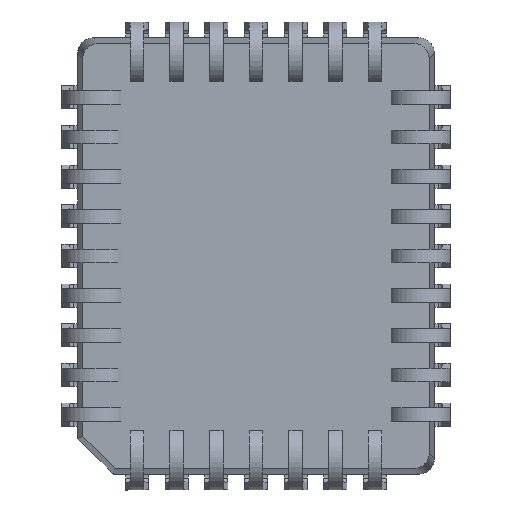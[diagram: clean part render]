
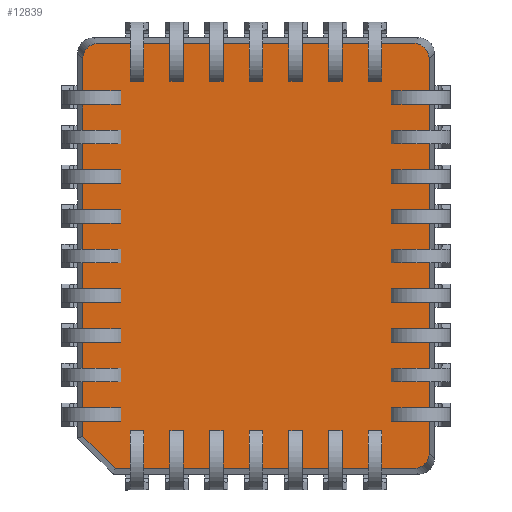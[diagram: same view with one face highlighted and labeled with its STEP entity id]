
A CAD part, front view. The second image highlights one B-rep face of the part: STEP entity #12839.
In plain terms, the highlighted planar face has unit normal (0, -1, 0).
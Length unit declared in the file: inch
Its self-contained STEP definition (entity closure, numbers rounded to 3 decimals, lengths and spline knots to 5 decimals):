
#16 = CARTESIAN_POINT ( 'NONE',  ( -0.1984, 0.02, 0.26825 ) ) ;
#194 = DIRECTION ( 'NONE',  ( 0., 0., 1. ) ) ;
#239 = CARTESIAN_POINT ( 'NONE',  ( -0.21006, 0.02, 0.26825 ) ) ;
#402 = CARTESIAN_POINT ( 'NONE',  ( 0., 0.02, 0.26825 ) ) ;
#406 = CARTESIAN_POINT ( 'NONE',  ( -0.21825, 0.02, 0.26006 ) ) ;
#507 = DIRECTION ( 'NONE',  ( -1., 0., 0. ) ) ;
#536 = CARTESIAN_POINT ( 'NONE',  ( 0.21825, 0.02, 0. ) ) ;
#617 = VERTEX_POINT ( 'NONE', #1823 ) ;
#680 = VECTOR ( 'NONE', #14026, 39.37008 ) ;
#720 = DIRECTION ( 'NONE',  ( 0., 1., 0. ) ) ;
#1109 = EDGE_CURVE ( 'NONE', #10089, #2422, #4504, .T. ) ;
#1667 = CARTESIAN_POINT ( 'NONE',  ( 0.1984, 0.02, 0.26825 ) ) ;
#1719 = VERTEX_POINT ( 'NONE', #4468 ) ;
#1823 = CARTESIAN_POINT ( 'NONE',  ( 0.21825, 0.02, 0.2484 ) ) ;
#1905 = CARTESIAN_POINT ( 'NONE',  ( 0.1984, 0.02, -0.26825 ) ) ;
#2422 = VERTEX_POINT ( 'NONE', #16078 ) ;
#2478 = VERTEX_POINT ( 'NONE', #15132 ) ;
#3025 = EDGE_CURVE ( 'NONE', #3246, #15652, #3605, .T. ) ;
#3046 = EDGE_CURVE ( 'NONE', #1719, #10089, #17007, .T. ) ;
#3073 = ORIENTED_EDGE ( 'NONE', *, *, #6016, .T. ) ;
#3246 = VERTEX_POINT ( 'NONE', #10615 ) ;
#3605 = LINE ( 'NONE', #402, #6751 ) ;
#3911 = CARTESIAN_POINT ( 'NONE',  ( -0.21825, 0.02, -0.2272 ) ) ;
#4170 = ORIENTED_EDGE ( 'NONE', *, *, #3025, .T. ) ;
#4259 = CARTESIAN_POINT ( 'NONE',  ( 0.21825, 0.02, 0.2484 ) ) ;
#4378 = ORIENTED_EDGE ( 'NONE', *, *, #5068, .T. ) ;
#4468 = CARTESIAN_POINT ( 'NONE',  ( -0.21825, 0.02, 0.2484 ) ) ;
#4504 = LINE ( 'NONE', #13969, #14338 ) ;
#4597 = CARTESIAN_POINT ( 'NONE',  ( 0.21825, 0.02, -0.2484 ) ) ;
#4739 =( BOUNDED_CURVE ( )  B_SPLINE_CURVE ( 3, ( #16259, #239, #406, #6848 ),
 .UNSPECIFIED., .F., .F. ) 
 B_SPLINE_CURVE_WITH_KNOTS ( ( 4, 4 ),
 ( 5.50521, 7.06116 ),
 .UNSPECIFIED. ) 
 CURVE ( )  GEOMETRIC_REPRESENTATION_ITEM ( )  RATIONAL_B_SPLINE_CURVE ( ( 1., 0.808, 0.808, 1. ) ) 
 REPRESENTATION_ITEM ( '' )  );
#5068 = EDGE_CURVE ( 'NONE', #15652, #1719, #4739, .T. ) ;
#5350 = VECTOR ( 'NONE', #194, 39.37008 ) ;
#5461 = ORIENTED_EDGE ( 'NONE', *, *, #16362, .T. ) ;
#5609 = LINE ( 'NONE', #7445, #14385 ) ;
#5668 = CARTESIAN_POINT ( 'NONE',  ( 0.21006, 0.02, -0.26825 ) ) ;
#6016 = EDGE_CURVE ( 'NONE', #2422, #2478, #5609, .T. ) ;
#6751 = VECTOR ( 'NONE', #507, 39.37008 ) ;
#6801 = ORIENTED_EDGE ( 'NONE', *, *, #1109, .T. ) ;
#6848 = CARTESIAN_POINT ( 'NONE',  ( -0.21825, 0.02, 0.2484 ) ) ;
#7433 = DIRECTION ( 'NONE',  ( 0.707, 0., -0.707 ) ) ;
#7445 = CARTESIAN_POINT ( 'NONE',  ( 0., 0.02, -0.26825 ) ) ;
#7596 = FACE_OUTER_BOUND ( 'NONE', #16778, .T. ) ;
#7750 = ORIENTED_EDGE ( 'NONE', *, *, #3046, .T. ) ;
#8234 = ORIENTED_EDGE ( 'NONE', *, *, #12609, .T. ) ;
#8248 = ORIENTED_EDGE ( 'NONE', *, *, #11631, .T. ) ;
#8803 = DIRECTION ( 'NONE',  ( 1., 0., 0. ) ) ;
#8824 = CARTESIAN_POINT ( 'NONE',  ( 0., 0.02, 0. ) ) ;
#9875 = CARTESIAN_POINT ( 'NONE',  ( 0.21825, 0.02, -0.26006 ) ) ;
#9889 = CARTESIAN_POINT ( 'NONE',  ( -0.21825, 0.02, 0. ) ) ;
#9948 = CARTESIAN_POINT ( 'NONE',  ( 0.21825, 0.02, -0.2484 ) ) ;
#10089 = VERTEX_POINT ( 'NONE', #3911 ) ;
#10534 = AXIS2_PLACEMENT_3D ( 'NONE', #8824, #720, #11566 ) ;
#10615 = CARTESIAN_POINT ( 'NONE',  ( 0.1984, 0.02, 0.26825 ) ) ;
#11449 = PLANE ( 'NONE',  #10534 ) ;
#11566 = DIRECTION ( 'NONE',  ( 0., 0., -1. ) ) ;
#11631 = EDGE_CURVE ( 'NONE', #13542, #617, #13283, .T. ) ;
#12157 =( BOUNDED_CURVE ( )  B_SPLINE_CURVE ( 3, ( #4259, #12441, #16304, #1667 ),
 .UNSPECIFIED., .F., .F. ) 
 B_SPLINE_CURVE_WITH_KNOTS ( ( 4, 4 ),
 ( 2.36362, 3.91956 ),
 .UNSPECIFIED. ) 
 CURVE ( )  GEOMETRIC_REPRESENTATION_ITEM ( )  RATIONAL_B_SPLINE_CURVE ( ( 1., 0.808, 0.808, 1. ) ) 
 REPRESENTATION_ITEM ( '' )  );
#12441 = CARTESIAN_POINT ( 'NONE',  ( 0.21825, 0.02, 0.26006 ) ) ;
#12609 = EDGE_CURVE ( 'NONE', #2478, #13542, #17001, .T. ) ;
#12839 = ADVANCED_FACE ( 'NONE', ( #7596 ), #11449, .F. ) ;
#13283 = LINE ( 'NONE', #536, #5350 ) ;
#13542 = VERTEX_POINT ( 'NONE', #9948 ) ;
#13969 = CARTESIAN_POINT ( 'NONE',  ( -0.17522, 0.02, -0.27022 ) ) ;
#14026 = DIRECTION ( 'NONE',  ( 0., 0., -1. ) ) ;
#14338 = VECTOR ( 'NONE', #7433, 39.37008 ) ;
#14385 = VECTOR ( 'NONE', #8803, 39.37008 ) ;
#15132 = CARTESIAN_POINT ( 'NONE',  ( 0.1984, 0.02, -0.26825 ) ) ;
#15652 = VERTEX_POINT ( 'NONE', #16 ) ;
#16078 = CARTESIAN_POINT ( 'NONE',  ( -0.1772, 0.02, -0.26825 ) ) ;
#16259 = CARTESIAN_POINT ( 'NONE',  ( -0.1984, 0.02, 0.26825 ) ) ;
#16304 = CARTESIAN_POINT ( 'NONE',  ( 0.21006, 0.02, 0.26825 ) ) ;
#16362 = EDGE_CURVE ( 'NONE', #617, #3246, #12157, .T. ) ;
#16778 = EDGE_LOOP ( 'NONE', ( #8248, #5461, #4170, #4378, #7750, #6801, #3073, #8234 ) ) ;
#17001 =( BOUNDED_CURVE ( )  B_SPLINE_CURVE ( 3, ( #1905, #5668, #9875, #4597 ),
 .UNSPECIFIED., .F., .F. ) 
 B_SPLINE_CURVE_WITH_KNOTS ( ( 4, 4 ),
 ( 2.36362, 3.91956 ),
 .UNSPECIFIED. ) 
 CURVE ( )  GEOMETRIC_REPRESENTATION_ITEM ( )  RATIONAL_B_SPLINE_CURVE ( ( 1., 0.808, 0.808, 1. ) ) 
 REPRESENTATION_ITEM ( '' )  );
#17007 = LINE ( 'NONE', #9889, #680 ) ;
